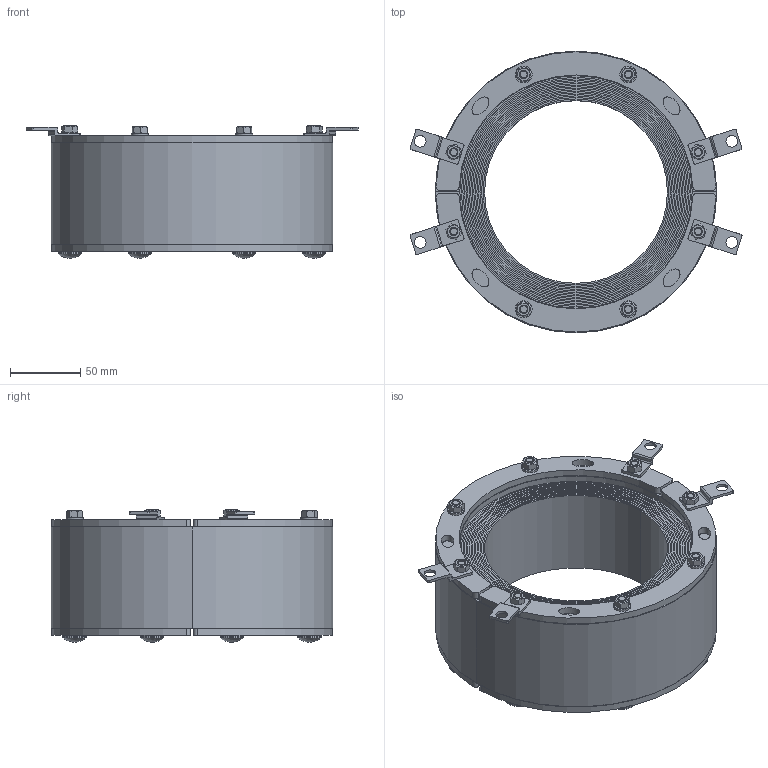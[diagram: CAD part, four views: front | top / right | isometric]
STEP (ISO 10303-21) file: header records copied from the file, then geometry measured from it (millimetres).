
FILE_DESCRIPTION(/* description */ ('RS 200 UG'),/* implementation_level */ '2;1');
FILE_NAME(/* name */ 'RS_200_UG_WOC.stp',/* time_stamp */ '2018-06-26T15:15:07+02:00',/* author */ ('se-tontor'),/* organization */ (''),/* preprocessor_version */ 'ST-DEVELOPER v16.1',/* originating_system */ 'Autodesk Inventor 2016',/* authorisation */ '');
FILE_SCHEMA (('AUTOMOTIVE_DESIGN { 1 0 10303 214 3 1 1 }'));
Length unit declared in the file: millimetre
Products named in the file (11): 100-087033; 100-087034; 100-085741; 100-087060; 100-087038; 100-001213; 100-006387; 100-004569; 100-004570; 100-051209-01; 100-091884
Assembly tree (41 placements, depth 3):
  100-091884
    100-087033
    100-087060  x2
      100-087034
      100-085741
    100-087038  x4
    100-001213  x8
    100-006387  x8
    100-004569  x8
    100-004570  x4
    100-051209-01  x4
Bounding box: 235.7 x 200 x 93.99 mm (x, y, z)
Volume: 1341600.5 mm3; surface area: 1151988 mm2
Topology: 70 solids, 70 shells, 1720 faces, 4354 edges, 2934 vertices
Faces by surface type: plane 1026, bspline 370, cylinder 244, cone 72, sphere 8
Full cylindrical faces by diameter (mm): 4.917 x8, 5.5 x8, 6 x8, 6.2 x4, 6.6 x4, 8.2 x4, 12 x4, 16.5 x8, 16.55 x8
Entity records: 22506 total; most frequent: CARTESIAN_POINT 6292, ORIENTED_EDGE 3462, DIRECTION 2699, EDGE_CURVE 1731, LINE 1201, VECTOR 1201, VERTEX_POINT 1162, EDGE_LOOP 795
